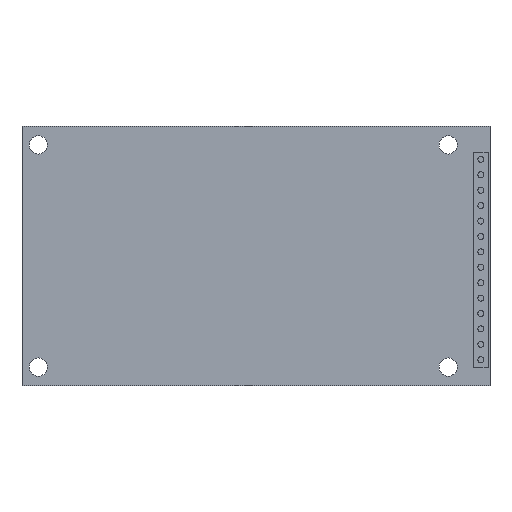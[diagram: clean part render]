
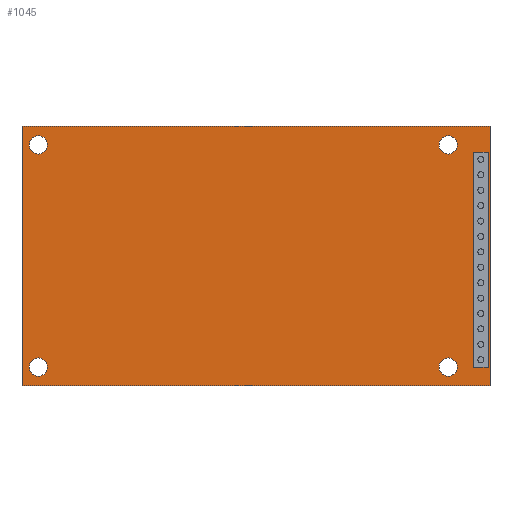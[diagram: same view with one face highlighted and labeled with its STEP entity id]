
A CAD part, front view. The second image highlights one B-rep face of the part: STEP entity #1045.
In plain terms, the highlighted planar face has unit normal (0, -1, 0).
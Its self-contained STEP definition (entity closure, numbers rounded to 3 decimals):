
#112=FACE_BOUND('',#301,.T.);
#113=FACE_BOUND('',#302,.T.);
#114=FACE_BOUND('',#303,.T.);
#115=FACE_BOUND('',#304,.T.);
#116=FACE_BOUND('',#305,.T.);
#149=CIRCLE('',#1182,1.5);
#150=CIRCLE('',#1183,1.5);
#151=CIRCLE('',#1184,1.5);
#152=CIRCLE('',#1185,1.5);
#191=FACE_OUTER_BOUND('',#300,.T.);
#300=EDGE_LOOP('',(#803,#804,#805,#806));
#301=EDGE_LOOP('',(#807,#808,#809,#810));
#302=EDGE_LOOP('',(#811));
#303=EDGE_LOOP('',(#812));
#304=EDGE_LOOP('',(#813));
#305=EDGE_LOOP('',(#814));
#371=LINE('',#1633,#439);
#375=LINE('',#1641,#443);
#378=LINE('',#1647,#446);
#381=LINE('',#1652,#449);
#391=LINE('',#1739,#459);
#394=LINE('',#1744,#462);
#396=LINE('',#1748,#464);
#398=LINE('',#1751,#466);
#439=VECTOR('',#1283,10.);
#443=VECTOR('',#1289,10.);
#446=VECTOR('',#1294,10.);
#449=VECTOR('',#1299,10.);
#459=VECTOR('',#1379,42.7);
#462=VECTOR('',#1384,77.1);
#464=VECTOR('',#1388,42.7);
#466=VECTOR('',#1392,77.1);
#507=VERTEX_POINT('',#1631);
#508=VERTEX_POINT('',#1632);
#511=VERTEX_POINT('',#1640);
#513=VERTEX_POINT('',#1646);
#555=VERTEX_POINT('',#1737);
#556=VERTEX_POINT('',#1738);
#557=VERTEX_POINT('',#1743);
#558=VERTEX_POINT('',#1747);
#559=VERTEX_POINT('',#1753);
#560=VERTEX_POINT('',#1755);
#561=VERTEX_POINT('',#1757);
#562=VERTEX_POINT('',#1759);
#595=EDGE_CURVE('',#507,#508,#371,.T.);
#599=EDGE_CURVE('',#508,#511,#375,.T.);
#602=EDGE_CURVE('',#511,#513,#378,.T.);
#605=EDGE_CURVE('',#513,#507,#381,.T.);
#647=EDGE_CURVE('',#555,#556,#391,.T.);
#650=EDGE_CURVE('',#556,#557,#394,.T.);
#652=EDGE_CURVE('',#557,#558,#396,.T.);
#654=EDGE_CURVE('',#558,#555,#398,.T.);
#655=EDGE_CURVE('',#559,#559,#149,.T.);
#656=EDGE_CURVE('',#560,#560,#150,.T.);
#657=EDGE_CURVE('',#561,#561,#151,.T.);
#658=EDGE_CURVE('',#562,#562,#152,.T.);
#803=ORIENTED_EDGE('',*,*,#647,.F.);
#804=ORIENTED_EDGE('',*,*,#654,.F.);
#805=ORIENTED_EDGE('',*,*,#652,.F.);
#806=ORIENTED_EDGE('',*,*,#650,.F.);
#807=ORIENTED_EDGE('',*,*,#595,.T.);
#808=ORIENTED_EDGE('',*,*,#599,.T.);
#809=ORIENTED_EDGE('',*,*,#602,.T.);
#810=ORIENTED_EDGE('',*,*,#605,.T.);
#811=ORIENTED_EDGE('',*,*,#655,.F.);
#812=ORIENTED_EDGE('',*,*,#656,.F.);
#813=ORIENTED_EDGE('',*,*,#657,.F.);
#814=ORIENTED_EDGE('',*,*,#658,.F.);
#1001=PLANE('',#1181);
#1045=ADVANCED_FACE('',(#191,#112,#113,#114,#115,#116),#1001,.F.);
#1181=AXIS2_PLACEMENT_3D('',#1752,#1393,#1394);
#1182=AXIS2_PLACEMENT_3D('',#1754,#1395,#1396);
#1183=AXIS2_PLACEMENT_3D('',#1756,#1397,#1398);
#1184=AXIS2_PLACEMENT_3D('',#1758,#1399,#1400);
#1185=AXIS2_PLACEMENT_3D('',#1760,#1401,#1402);
#1283=DIRECTION('',(0.,0.,-1.));
#1289=DIRECTION('',(-1.,0.,0.));
#1294=DIRECTION('',(0.,0.,1.));
#1299=DIRECTION('',(1.,0.,0.));
#1379=DIRECTION('',(0.,0.,1.));
#1384=DIRECTION('',(1.,0.,0.));
#1388=DIRECTION('',(0.,0.,-1.));
#1392=DIRECTION('',(-1.,0.,0.));
#1393=DIRECTION('center_axis',(0.,1.,0.));
#1394=DIRECTION('ref_axis',(0.,0.,1.));
#1395=DIRECTION('center_axis',(0.,-1.,0.));
#1396=DIRECTION('ref_axis',(0.,0.,-1.));
#1397=DIRECTION('center_axis',(0.,-1.,0.));
#1398=DIRECTION('ref_axis',(0.,0.,-1.));
#1399=DIRECTION('center_axis',(0.,-1.,0.));
#1400=DIRECTION('ref_axis',(0.,0.,-1.));
#1401=DIRECTION('center_axis',(0.,-1.,0.));
#1402=DIRECTION('ref_axis',(0.,0.,-1.));
#1631=CARTESIAN_POINT('',(38.255,0.,17.128));
#1632=CARTESIAN_POINT('',(38.255,0.,-18.302));
#1633=CARTESIAN_POINT('',(38.255,0.,-9.151));
#1640=CARTESIAN_POINT('',(35.845,0.,-18.302));
#1641=CARTESIAN_POINT('',(17.922,0.,-18.302));
#1646=CARTESIAN_POINT('',(35.845,0.,17.128));
#1647=CARTESIAN_POINT('',(35.845,0.,8.564));
#1652=CARTESIAN_POINT('',(19.128,0.,17.128));
#1737=CARTESIAN_POINT('',(-38.55,0.,-21.35));
#1738=CARTESIAN_POINT('',(-38.55,0.,21.35));
#1739=CARTESIAN_POINT('',(-38.55,0.,-21.35));
#1743=CARTESIAN_POINT('',(38.55,0.,21.35));
#1744=CARTESIAN_POINT('',(-38.55,0.,21.35));
#1747=CARTESIAN_POINT('',(38.55,0.,-21.35));
#1748=CARTESIAN_POINT('',(38.55,0.,21.35));
#1751=CARTESIAN_POINT('',(38.55,0.,-21.35));
#1752=CARTESIAN_POINT('Origin',(0.,0.,0.));
#1753=CARTESIAN_POINT('',(31.65,0.,19.8));
#1754=CARTESIAN_POINT('Origin',(31.65,0.,18.3));
#1755=CARTESIAN_POINT('',(31.65,0.,-16.8));
#1756=CARTESIAN_POINT('Origin',(31.65,0.,-18.3));
#1757=CARTESIAN_POINT('',(-35.85,0.,-16.8));
#1758=CARTESIAN_POINT('Origin',(-35.85,0.,-18.3));
#1759=CARTESIAN_POINT('',(-35.85,0.,19.8));
#1760=CARTESIAN_POINT('Origin',(-35.85,0.,18.3));
